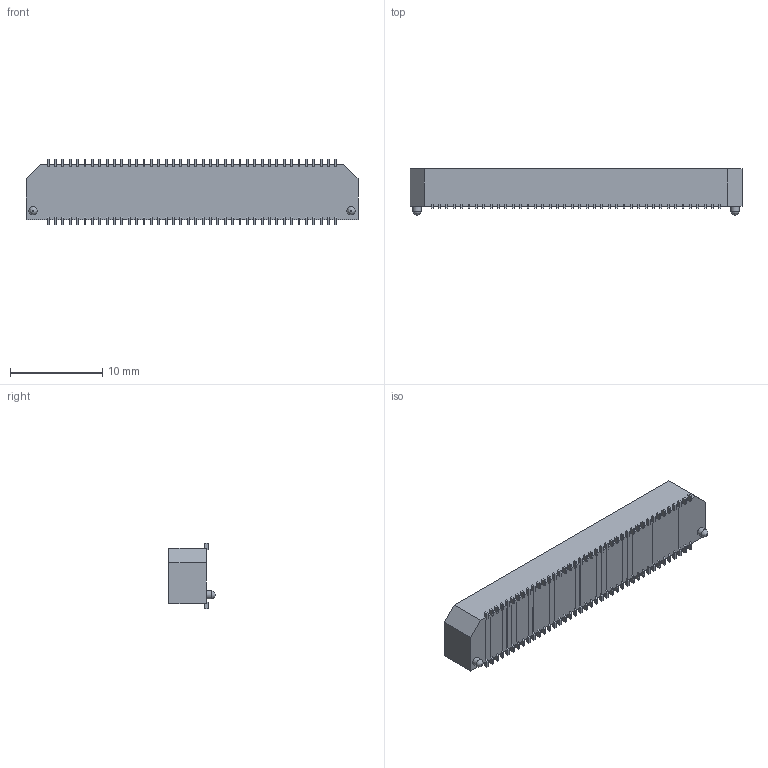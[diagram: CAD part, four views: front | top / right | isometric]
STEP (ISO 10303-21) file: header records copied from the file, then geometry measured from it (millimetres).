
FILE_DESCRIPTION( ( 'STEP AP214' ), '1' );
FILE_NAME( 'BTE-040-01-F-D-A.stp', '2018-12-29T03:01:34', ( '' ), ( '' ), ' ', 'PARTsolutions', ' ' );
FILE_SCHEMA( ( 'AUTOMOTIVE_DESIGN { 1 0 10303 214 1 1 1 1 }' ) );
Length unit declared in the file: inch
Products named in the file (3): BTE-040-01-F-D-A; _BTE-040-01-D-A_terminal; _T-1S39-040-01
Assembly tree (2 placements, depth 2):
  BTE-040-01-F-D-A
    _BTE-040-01-D-A_terminal
    _T-1S39-040-01
Bounding box: 36 x 5.02 x 7.11 mm (x, y, z)
Volume: 582.5 mm3; surface area: 1743.1 mm2
Topology: 2 solids, 2 shells, 1387 faces, 4058 edges, 2600 vertices
Faces by surface type: plane 1383, cylinder 2, bspline 2
Full cylindrical faces by diameter (mm): 0.889 x2
Entity records: 55884 total; most frequent: ORIENTED_EDGE 8104, CARTESIAN_POINT 8094, DIRECTION 6834, EDGE_CURVE 4052, LINE 4046, VECTOR 4046, VERTEX_POINT 2598, AXIS2_PLACEMENT_3D 1394
